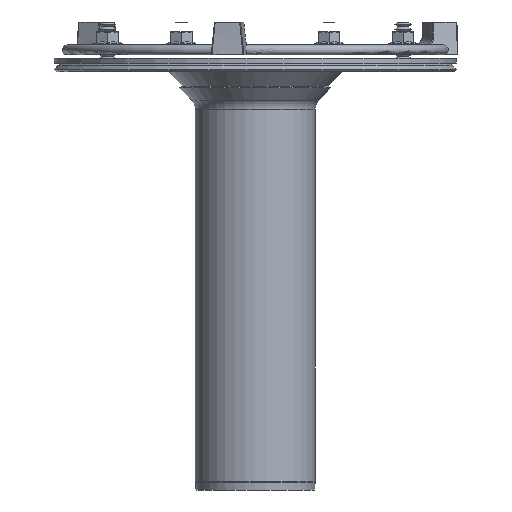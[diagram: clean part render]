
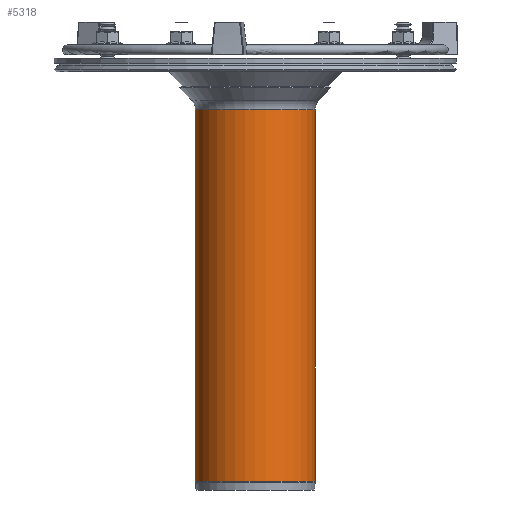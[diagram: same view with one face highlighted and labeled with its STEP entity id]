
A CAD part, front view. The second image highlights one B-rep face of the part: STEP entity #5318.
In plain terms, the highlighted cylindrical face has radius 365 mm (diameter 730 mm), a full revolution.
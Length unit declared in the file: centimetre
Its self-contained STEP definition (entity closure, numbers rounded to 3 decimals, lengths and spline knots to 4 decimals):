
#148=CYLINDRICAL_SURFACE('',#6565,36.5);
#736=FACE_OUTER_BOUND('',#1162,.T.);
#1162=EDGE_LOOP('',(#4106,#4107,#4108,#4109));
#1594=CIRCLE('',#6549,36.5);
#1602=CIRCLE('',#6563,36.5);
#2039=VERTEX_POINT('',#9952);
#2045=VERTEX_POINT('',#9976);
#2744=EDGE_CURVE('',#2039,#2039,#1594,.T.);
#2756=EDGE_CURVE('',#2045,#2045,#1602,.T.);
#2758=EDGE_CURVE('',#2039,#2045,#5697,.T.);
#4106=ORIENTED_EDGE('',*,*,#2744,.F.);
#4107=ORIENTED_EDGE('',*,*,#2758,.T.);
#4108=ORIENTED_EDGE('',*,*,#2756,.T.);
#4109=ORIENTED_EDGE('',*,*,#2758,.F.);
#5318=ADVANCED_FACE('',(#736),#148,.T.);
#5697=LINE('',#9982,#5985);
#5985=VECTOR('',#7975,36.5);
#6549=AXIS2_PLACEMENT_3D('',#9954,#7936,#7937);
#6563=AXIS2_PLACEMENT_3D('',#9978,#7968,#7969);
#6565=AXIS2_PLACEMENT_3D('',#9981,#7973,#7974);
#7936=DIRECTION('center_axis',(0.,0.,
-1.));
#7937=DIRECTION('ref_axis',(1.,0.,0.));
#7968=DIRECTION('center_axis',(0.,0.,
-1.));
#7969=DIRECTION('ref_axis',(1.,0.,0.));
#7973=DIRECTION('center_axis',(0.,0.,
-1.));
#7974=DIRECTION('ref_axis',(-1.,0.,0.));
#7975=DIRECTION('',(0.,0.,1.));
#9952=CARTESIAN_POINT('',(35.9685,-0.0501,60.4366));
#9954=CARTESIAN_POINT('Origin',(-0.5315,-0.0501,
60.4366));
#9976=CARTESIAN_POINT('',(35.9685,-0.0501,286.5108));
#9978=CARTESIAN_POINT('Origin',(-0.5315,-0.0501,
286.5108));
#9981=CARTESIAN_POINT('Origin',(-0.5315,-0.0501,
145.9737));
#9982=CARTESIAN_POINT('',(35.9685,-0.0501,145.9737));
